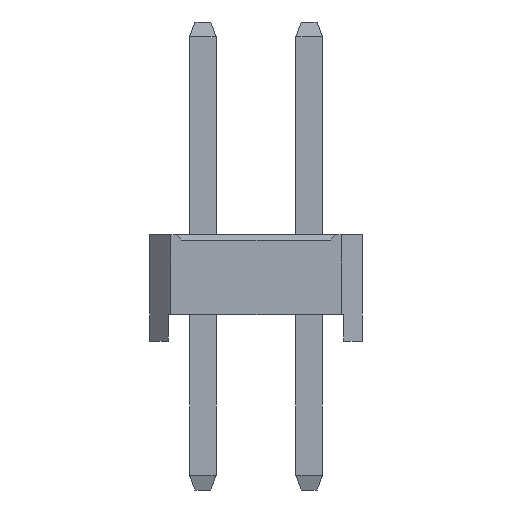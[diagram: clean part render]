
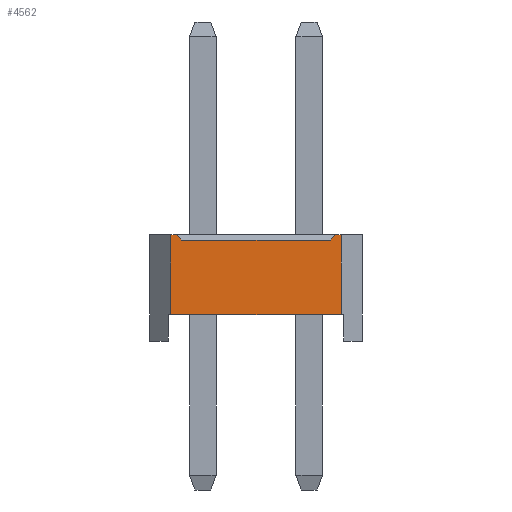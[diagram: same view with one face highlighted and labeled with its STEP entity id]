
A CAD part, left-side view. The second image highlights one B-rep face of the part: STEP entity #4562.
In plain terms, the highlighted planar face has unit normal (-1, 0, 0).
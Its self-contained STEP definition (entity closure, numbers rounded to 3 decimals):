
#4562=ADVANCED_FACE('',(#18332),#18334,.T.);
#18332=FACE_BOUND('',#18333,.T.);
#18333=EDGE_LOOP('',(#29099,#29100,#29101,#29102,#29103,#29104,#29105,#29106));
#18334=PLANE('',#18335);
#18335=AXIS2_PLACEMENT_3D('',#18336,#18337,#18338);
#18336=CARTESIAN_POINT('',(-1.,2.6,0.));
#18337=DIRECTION('',(-1.,0.,0.));
#18338=DIRECTION('',(0.,-1.,0.));
#29099=ORIENTED_EDGE('',*,*,#35746,.F.);
#29100=ORIENTED_EDGE('',*,*,#35747,.T.);
#29101=ORIENTED_EDGE('',*,*,#35748,.F.);
#29102=ORIENTED_EDGE('',*,*,#34261,.F.);
#29103=ORIENTED_EDGE('',*,*,#35749,.F.);
#29104=ORIENTED_EDGE('',*,*,#33716,.T.);
#29105=ORIENTED_EDGE('',*,*,#35745,.T.);
#29106=ORIENTED_EDGE('',*,*,#34265,.F.);
#33716=EDGE_CURVE('',#37543,#37541,#37544,.T.);
#34261=EDGE_CURVE('',#38631,#38633,#38634,.T.);
#34265=EDGE_CURVE('',#38639,#38641,#38642,.T.);
#35745=EDGE_CURVE('',#37541,#38641,#41100,.T.);
#35746=EDGE_CURVE('',#41101,#38639,#41102,.F.);
#35747=EDGE_CURVE('',#41101,#41103,#41104,.T.);
#35748=EDGE_CURVE('',#38633,#41103,#41105,.F.);
#35749=EDGE_CURVE('',#37543,#38631,#41106,.T.);
#37541=VERTEX_POINT('',#43746);
#37543=VERTEX_POINT('',#43750);
#37544=LINE('',#43751,#43752);
#38631=VERTEX_POINT('',#45926);
#38633=VERTEX_POINT('',#45930);
#38634=LINE('',#45931,#45932);
#38639=VERTEX_POINT('',#45942);
#38641=VERTEX_POINT('',#45946);
#38642=LINE('',#45947,#45948);
#41100=LINE('',#51365,#51366);
#41101=VERTEX_POINT('',#51368);
#41102=LINE('',#51369,#51370);
#41103=VERTEX_POINT('',#51372);
#41104=LINE('',#51373,#51374);
#41105=LINE('',#51376,#51377);
#41106=LINE('',#51379,#51380);
#43746=CARTESIAN_POINT('',(-1.,-0.6,0.5));
#43750=CARTESIAN_POINT('',(-1.,2.6,0.5));
#43751=CARTESIAN_POINT('',(-1.,2.6,0.5));
#43752=VECTOR('',#43753,1.);
#43753=DIRECTION('',(0.,-1.,0.));
#45926=CARTESIAN_POINT('',(-1.,2.6,2.));
#45930=CARTESIAN_POINT('',(-1.,2.5,2.));
#45931=CARTESIAN_POINT('',(-1.,2.6,2.));
#45932=VECTOR('',#45933,1.);
#45933=DIRECTION('',(0.,-1.,0.));
#45942=CARTESIAN_POINT('',(-1.,-0.5,2.));
#45946=CARTESIAN_POINT('',(-1.,-0.6,2.));
#45947=CARTESIAN_POINT('',(-1.,-0.5,2.));
#45948=VECTOR('',#45949,1.);
#45949=DIRECTION('',(0.,-1.,0.));
#51365=CARTESIAN_POINT('',(-1.,-0.6,0.5));
#51366=VECTOR('',#51367,1.);
#51367=DIRECTION('',(0.,0.,1.));
#51368=CARTESIAN_POINT('',(-1.,-0.4,1.9));
#51369=CARTESIAN_POINT('',(-1.,-0.5,2.));
#51370=VECTOR('',#51371,1.);
#51371=DIRECTION('',(0.,0.707,-0.707));
#51372=CARTESIAN_POINT('',(-1.,2.4,1.9));
#51373=CARTESIAN_POINT('',(-1.,-0.4,1.9));
#51374=VECTOR('',#51375,1.);
#51375=DIRECTION('',(0.,1.,0.));
#51376=CARTESIAN_POINT('',(-1.,2.4,1.9));
#51377=VECTOR('',#51378,1.);
#51378=DIRECTION('',(0.,0.707,0.707));
#51379=CARTESIAN_POINT('',(-1.,2.6,0.5));
#51380=VECTOR('',#51381,1.);
#51381=DIRECTION('',(0.,0.,1.));
